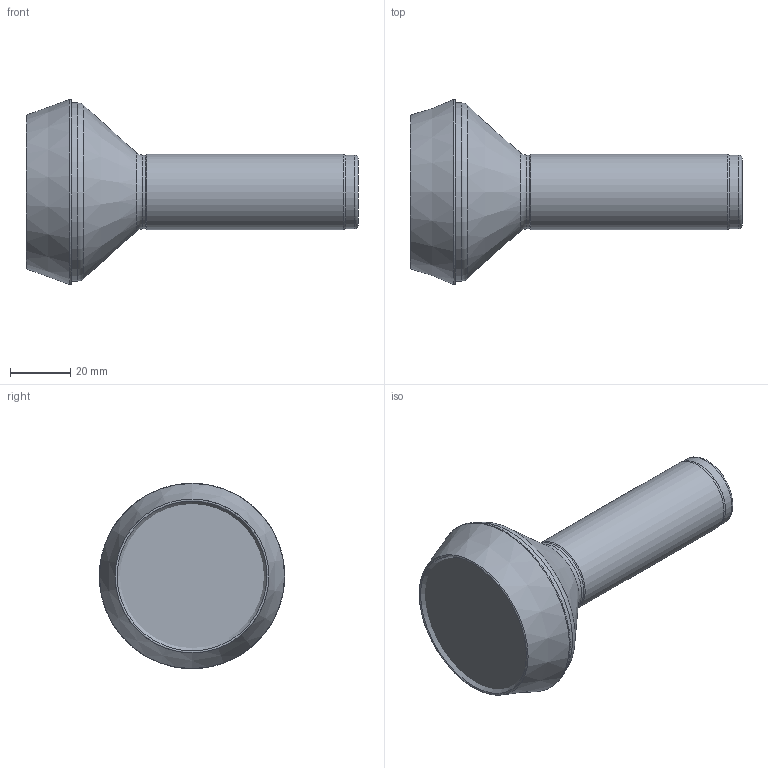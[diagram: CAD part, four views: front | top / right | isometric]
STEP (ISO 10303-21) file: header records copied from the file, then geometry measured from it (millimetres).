
FILE_DESCRIPTION(/* description */ (''),/* implementation_level */ '2;1');
FILE_NAME(/* name */ 'ACM20-TC16-D51X61-W25-L110-Z03.stp',/* time_stamp */ '2023-10-06T11:56:31+03:00',/* author */ (''),/* organization */ (''),/* preprocessor_version */ 'ST-DEVELOPER v19.4',/* originating_system */ 'SIEMENS PLM Software NX2306.3001',/* authorisation */ '');
FILE_SCHEMA (('AUTOMOTIVE_DESIGN { 1 0 10303 214 3 1 1 1 }'));
Length unit declared in the file: millimetre
Products named in the file (1): ACM20-TC16-D51X61-W25-L110-Z03
Bounding box: 110 x 61.37 x 61.39 mm (x, y, z)
Volume: 122115.4 mm3; surface area: 21630.8 mm2
Topology: 2 solids, 2 shells, 21 faces, 43 edges, 24 vertices
Faces by surface type: revolution 6, torus 5, cylinder 4, cone 4, plane 2
Full cylindrical faces by diameter (mm): 24.5 x2, 25 x1, 59 x1
Entity records: 579 total; most frequent: DIRECTION 86, CARTESIAN_POINT 75, EDGE_LOOP 40, ORIENTED_EDGE 40, AXIS2_PLACEMENT_3D 39, FACE_BOUND 38, CIRCLE 23, ADVANCED_FACE 21
